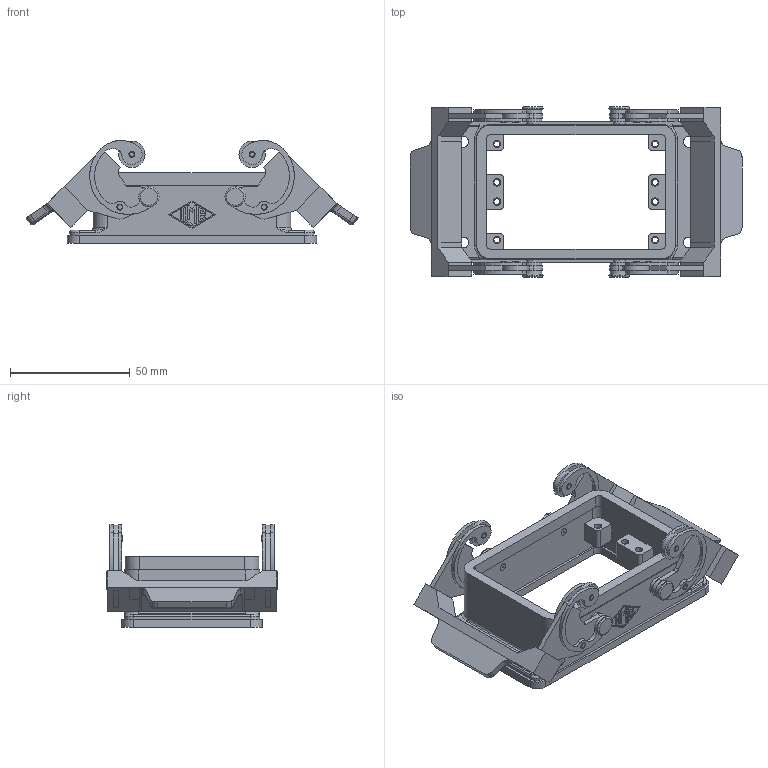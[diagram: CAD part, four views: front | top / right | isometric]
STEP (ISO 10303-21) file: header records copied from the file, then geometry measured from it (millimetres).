
FILE_DESCRIPTION((''),'2;1');
FILE_NAME('CHIW 50.stp','2006-12-20T14:27:56',('gembarski'),(''),'Autodesk Inventor 7','Autodesk Inventor 7','');
FILE_SCHEMA(('AUTOMOTIVE_DESIGN { 1 0 10303 214 1 1 1 1 }'));
Length unit declared in the file: millimetre
Products named in the file (1): CHIW 50
Bounding box: 138.49 x 71 x 42.94 mm (x, y, z)
Volume: 58568 mm3; surface area: 39922.4 mm2
Topology: 1 solids, 5 shells, 778 faces, 2063 edges, 1346 vertices
Faces by surface type: bspline 299, cylinder 238, plane 209, torus 28, cone 4
Entity records: 28666 total; most frequent: CARTESIAN_POINT 9313, ORIENTED_EDGE 4126, DIRECTION 4031, EDGE_CURVE 2063, AXIS2_PLACEMENT_3D 1516, VERTEX_POINT 1346, CIRCLE 1000, VECTOR 999
